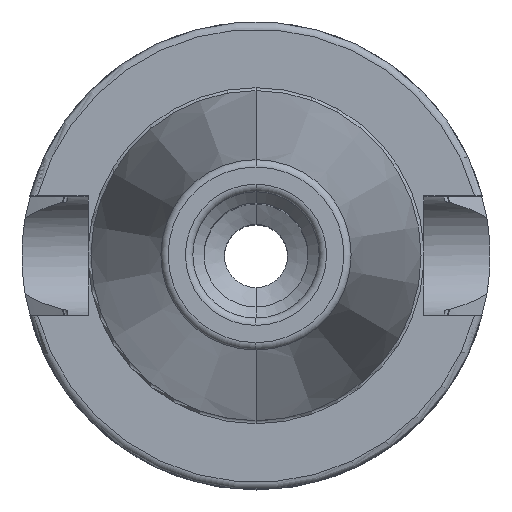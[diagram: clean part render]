
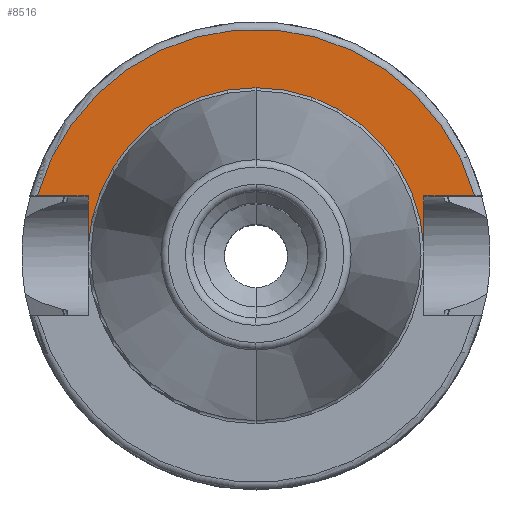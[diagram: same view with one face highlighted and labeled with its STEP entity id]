
A CAD part, top view. The second image highlights one B-rep face of the part: STEP entity #8516.
In plain terms, the highlighted planar face has unit normal (0, 0, 1).
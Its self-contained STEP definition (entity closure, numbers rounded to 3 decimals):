
#2512=DIRECTION('',(0,1,0));
#2513=VECTOR('',#2512,6.987);
#2514=CARTESIAN_POINT('',(-22.6,1.063,25));
#2515=LINE('',#2514,#2513);
#2516=DIRECTION('',(1,0,0));
#2517=VECTOR('',#2516,6.818);
#2518=CARTESIAN_POINT('',(-29.418,8.05,25));
#2519=LINE('',#2518,#2517);
#2520=DIRECTION('',(-1,0,0));
#2521=VECTOR('',#2520,6.818);
#2522=CARTESIAN_POINT('',(29.418,8.05,25));
#2523=LINE('',#2522,#2521);
#2524=DIRECTION('',(0,-1,0));
#2525=VECTOR('',#2524,6.987);
#2526=CARTESIAN_POINT('',(22.6,8.05,25));
#2527=LINE('',#2526,#2525);
#2534=CARTESIAN_POINT('',(0,0,25));
#2535=DIRECTION('',(0,0,1));
#2536=DIRECTION('',(0,1,0));
#2537=AXIS2_PLACEMENT_3D('',#2534,#2535,#2536);
#2565=CARTESIAN_POINT('',(0,0,25));
#2566=DIRECTION('',(0,0,-1));
#2567=DIRECTION('',(0,1,0));
#2568=AXIS2_PLACEMENT_3D('',#2565,#2566,#2567);
#2617=CARTESIAN_POINT('',(0,0,25));
#2618=DIRECTION('',(0,0,1));
#2619=DIRECTION('',(0.965,0.264,0));
#2620=AXIS2_PLACEMENT_3D('',#2617,#2618,#2619);
#3807=CARTESIAN_POINT('',(-22.6,1.063,25));
#3808=CARTESIAN_POINT('',(-22.6,8.05,25));
#3809=VERTEX_POINT('',#3807);
#3810=VERTEX_POINT('',#3808);
#3811=CARTESIAN_POINT('',(-29.418,8.05,25));
#3812=VERTEX_POINT('',#3811);
#3813=CARTESIAN_POINT('',(22.6,8.05,25));
#3814=CARTESIAN_POINT('',(22.6,1.063,25));
#3815=VERTEX_POINT('',#3813);
#3816=VERTEX_POINT('',#3814);
#3823=CARTESIAN_POINT('',(29.418,8.05,25));
#3824=VERTEX_POINT('',#3823);
#3871=CARTESIAN_POINT('',(0,22.625,25));
#3873=VERTEX_POINT('',#3871);
#8497=CARTESIAN_POINT('',(0,0,25));
#8498=DIRECTION('',(0,0,-1));
#8499=DIRECTION('',(0,-1,0));
#8500=AXIS2_PLACEMENT_3D('',#8497,#8498,#8499);
#8501=PLANE('',#8500);
#8502=ORIENTED_EDGE('',*,*,#8254,.T.);
#8503=ORIENTED_EDGE('',*,*,#8283,.F.);
#8505=ORIENTED_EDGE('',*,*,#8504,.F.);
#8507=ORIENTED_EDGE('',*,*,#8506,.T.);
#8509=ORIENTED_EDGE('',*,*,#8508,.T.);
#8511=ORIENTED_EDGE('',*,*,#8510,.F.);
#8513=ORIENTED_EDGE('',*,*,#8512,.T.);
#8514=EDGE_LOOP('',(#8502,#8503,#8505,#8507,#8509,#8511,#8513));
#8515=FACE_OUTER_BOUND('',#8514,.F.);
#8516=ADVANCED_FACE('',(#8515),#8501,.F.);
#2538=CIRCLE('',#2537,22.625);
#2569=CIRCLE('',#2568,22.625);
#2621=CIRCLE('',#2620,30.5);
#8254=EDGE_CURVE('',#3809,#3810,#2515,.T.);
#8283=EDGE_CURVE('',#3812,#3810,#2519,.T.);
#8504=EDGE_CURVE('',#3824,#3812,#2621,.T.);
#8506=EDGE_CURVE('',#3824,#3815,#2523,.T.);
#8508=EDGE_CURVE('',#3815,#3816,#2527,.T.);
#8510=EDGE_CURVE('',#3873,#3816,#2569,.T.);
#8512=EDGE_CURVE('',#3873,#3809,#2538,.T.);
